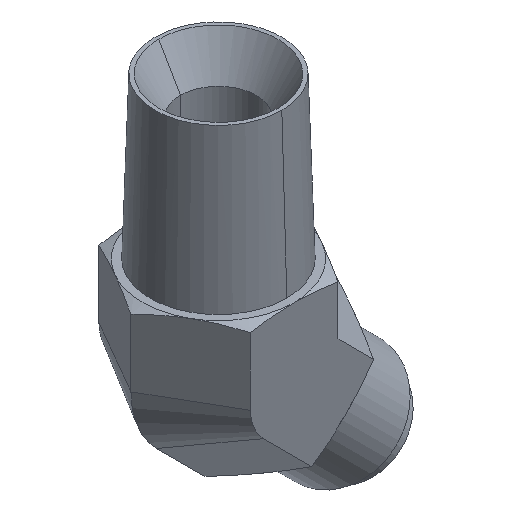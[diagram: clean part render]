
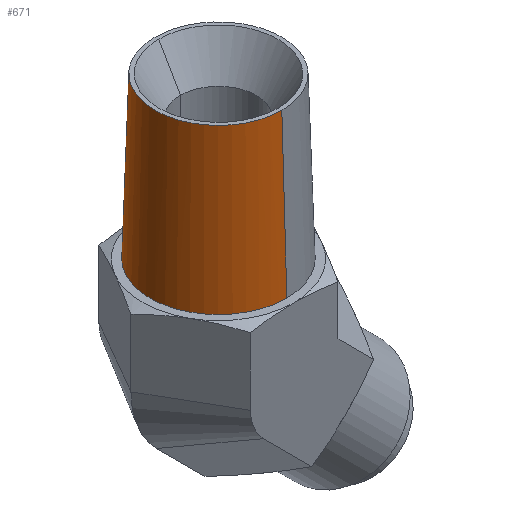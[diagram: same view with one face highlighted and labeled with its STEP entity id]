
A CAD part, isometric view. The second image highlights one B-rep face of the part: STEP entity #671.
In plain terms, the highlighted free-form (B-spline) face has degree [2, 1] with [5, 2] control points.
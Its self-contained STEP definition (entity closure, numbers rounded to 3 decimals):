
#608 = EDGE_CURVE('',#609,#611,#613,.T.);
#609 = VERTEX_POINT('',#610);
#610 = CARTESIAN_POINT('',(0.,7.39,7.729));
#611 = VERTEX_POINT('',#612);
#612 = CARTESIAN_POINT('',(0.,-7.39,7.729));
#613 = ( BOUNDED_CURVE() B_SPLINE_CURVE(2,(#614,#615,#616,#617,#618),
.UNSPECIFIED.,.F.,.F.) B_SPLINE_CURVE_WITH_KNOTS((3,2,3),(0.,
1.571,3.142),.PIECEWISE_BEZIER_KNOTS.) CURVE() 
GEOMETRIC_REPRESENTATION_ITEM() RATIONAL_B_SPLINE_CURVE((1.,
0.707,1.,0.707,1.)) REPRESENTATION_ITEM('') );
#614 = CARTESIAN_POINT('',(0.,7.39,7.729));
#615 = CARTESIAN_POINT('',(-7.39,7.39,7.729
    ));
#616 = CARTESIAN_POINT('',(-7.39,0.,
    7.729));
#617 = CARTESIAN_POINT('',(-7.39,-7.39,
    7.729));
#618 = CARTESIAN_POINT('',(0.,-7.39,
    7.729));
#671 = ADVANCED_FACE('',(#672),#697,.T.);
#672 = FACE_BOUND('',#673,.T.);
#673 = EDGE_LOOP('',(#674,#686,#691,#692));
#674 = ORIENTED_EDGE('',*,*,#675,.T.);
#675 = EDGE_CURVE('',#676,#678,#680,.T.);
#676 = VERTEX_POINT('',#677);
#677 = CARTESIAN_POINT('',(0.,-6.851,25.045));
#678 = VERTEX_POINT('',#679);
#679 = CARTESIAN_POINT('',(0.,6.851,25.045));
#680 = ( BOUNDED_CURVE() B_SPLINE_CURVE(2,(#681,#682,#683,#684,#685),
.UNSPECIFIED.,.F.,.F.) B_SPLINE_CURVE_WITH_KNOTS((3,2,3),(0.,
1.571,3.142),.PIECEWISE_BEZIER_KNOTS.) CURVE() 
GEOMETRIC_REPRESENTATION_ITEM() RATIONAL_B_SPLINE_CURVE((1.,
0.707,1.,0.707,1.)) REPRESENTATION_ITEM('') );
#681 = CARTESIAN_POINT('',(0.,-6.851,25.045));
#682 = CARTESIAN_POINT('',(-6.851,-6.851,
    25.045));
#683 = CARTESIAN_POINT('',(-6.851,0.,
    25.045));
#684 = CARTESIAN_POINT('',(-6.851,6.851,
    25.045));
#685 = CARTESIAN_POINT('',(0.,6.851,
    25.045));
#686 = ORIENTED_EDGE('',*,*,#687,.F.);
#687 = EDGE_CURVE('',#609,#678,#688,.T.);
#688 = B_SPLINE_CURVE_WITH_KNOTS('',1,(#689,#690),.UNSPECIFIED.,.F.,.F.,
  (2,2),(0.,15.11),.PIECEWISE_BEZIER_KNOTS.);
#689 = CARTESIAN_POINT('',(0.,7.39,7.729));
#690 = CARTESIAN_POINT('',(0.,6.851,25.045));
#691 = ORIENTED_EDGE('',*,*,#608,.T.);
#692 = ORIENTED_EDGE('',*,*,#693,.F.);
#693 = EDGE_CURVE('',#676,#611,#694,.T.);
#694 = B_SPLINE_CURVE_WITH_KNOTS('',1,(#695,#696),.UNSPECIFIED.,.F.,.F.,
  (2,2),(0.,15.11),.PIECEWISE_BEZIER_KNOTS.);
#695 = CARTESIAN_POINT('',(0.,-6.851,25.045));
#696 = CARTESIAN_POINT('',(0.,-7.39,7.729));
#697 = ( BOUNDED_SURFACE() B_SPLINE_SURFACE(2,1,(
    (#698,#699)
    ,(#700,#701)
    ,(#702,#703)
    ,(#704,#705)
,(#706,#707
    )),.UNSPECIFIED.,.F.,.F.,.F.) B_SPLINE_SURFACE_WITH_KNOTS((3,2,3),(2
    ,2),(0.,1.571,3.142),(-7.555,
    7.555),.PIECEWISE_BEZIER_KNOTS.) 
GEOMETRIC_REPRESENTATION_ITEM() RATIONAL_B_SPLINE_SURFACE((
    (1.,1.)
    ,(0.707,0.707)
    ,(1.,1.)
    ,(0.707,0.707)
,(1.,1.))) REPRESENTATION_ITEM('') SURFACE() );
#698 = CARTESIAN_POINT('',(0.,-6.851,25.045));
#699 = CARTESIAN_POINT('',(0.,-7.39,7.729));
#700 = CARTESIAN_POINT('',(-6.851,-6.851,
    25.045));
#701 = CARTESIAN_POINT('',(-7.39,-7.39,
    7.729));
#702 = CARTESIAN_POINT('',(-6.851,0.,
    25.045));
#703 = CARTESIAN_POINT('',(-7.39,0.,
    7.729));
#704 = CARTESIAN_POINT('',(-6.851,6.851,
    25.045));
#705 = CARTESIAN_POINT('',(-7.39,7.39,7.729
    ));
#706 = CARTESIAN_POINT('',(0.,6.851,
    25.045));
#707 = CARTESIAN_POINT('',(0.,7.39,
    7.729));
